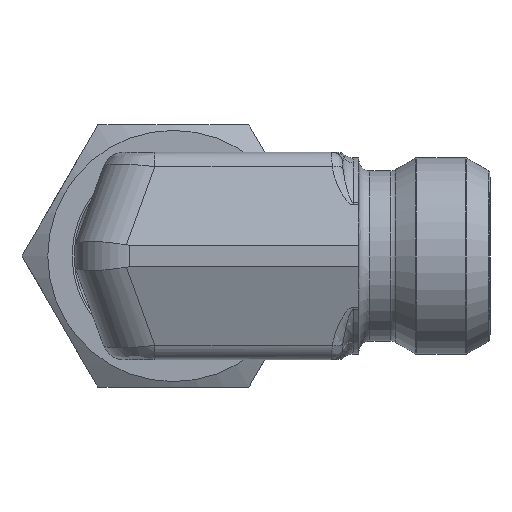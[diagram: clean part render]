
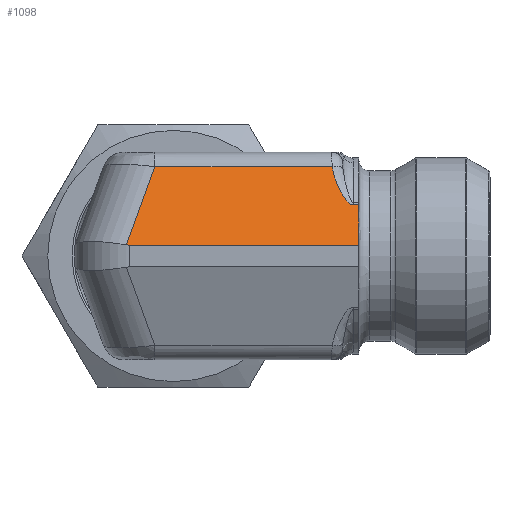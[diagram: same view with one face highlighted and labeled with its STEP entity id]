
A CAD part, left-side view. The second image highlights one B-rep face of the part: STEP entity #1098.
In plain terms, the highlighted planar face has unit normal (-0.94, 0, 0.342).
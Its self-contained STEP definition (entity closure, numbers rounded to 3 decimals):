
#222=LINE('',#7330,#408);
#223=LINE('',#7333,#409);
#224=LINE('',#7344,#410);
#225=LINE('',#7346,#411);
#226=LINE('',#7350,#412);
#227=LINE('',#7352,#413);
#408=VECTOR('',#5195,1.);
#409=VECTOR('',#5196,1.);
#410=VECTOR('',#5197,1.);
#411=VECTOR('',#5198,1.);
#412=VECTOR('',#5201,1.);
#413=VECTOR('',#5202,1.);
#589=ELLIPSE('',#4626,14.619,5.);
#681=FACE_OUTER_BOUND('',#1822,.T.);
#949=PLANE('',#4627);
#1098=ADVANCED_FACE('',(#681),#949,.T.);
#1476=B_SPLINE_CURVE_WITH_KNOTS('',3,(#7335,#7336,#7337,#7338,#7339,#7340,
#7341,#7342),.UNSPECIFIED.,.F.,.F.,(4,2,2,4),(0.,0.25,0.5,1.),
 .UNSPECIFIED.);
#1477=B_SPLINE_CURVE_WITH_KNOTS('',3,(#7354,#7355,#7356,#7357),
 .UNSPECIFIED.,.F.,.F.,(4,4),(0.,1.),.UNSPECIFIED.);
#1822=EDGE_LOOP('',(#2398,#2399,#2400,#2401,#2402,#2403,#2404,#2405,#2406));
#2398=ORIENTED_EDGE('',*,*,#3995,.F.);
#2399=ORIENTED_EDGE('',*,*,#3996,.T.);
#2400=ORIENTED_EDGE('',*,*,#3997,.T.);
#2401=ORIENTED_EDGE('',*,*,#3998,.T.);
#2402=ORIENTED_EDGE('',*,*,#3999,.T.);
#2403=ORIENTED_EDGE('',*,*,#4000,.T.);
#2404=ORIENTED_EDGE('',*,*,#4001,.T.);
#2405=ORIENTED_EDGE('',*,*,#4002,.F.);
#2406=ORIENTED_EDGE('',*,*,#4003,.T.);
#3551=VERTEX_POINT('',#7331);
#3552=VERTEX_POINT('',#7332);
#3553=VERTEX_POINT('',#7334);
#3554=VERTEX_POINT('',#7343);
#3555=VERTEX_POINT('',#7345);
#3556=VERTEX_POINT('',#7347);
#3557=VERTEX_POINT('',#7349);
#3558=VERTEX_POINT('',#7351);
#3559=VERTEX_POINT('',#7353);
#3995=EDGE_CURVE('',#3551,#3552,#222,.T.);
#3996=EDGE_CURVE('',#3551,#3553,#223,.T.);
#3997=EDGE_CURVE('',#3553,#3554,#1476,.T.);
#3998=EDGE_CURVE('',#3554,#3555,#224,.T.);
#3999=EDGE_CURVE('',#3555,#3556,#225,.T.);
#4000=EDGE_CURVE('',#3556,#3557,#589,.T.);
#4001=EDGE_CURVE('',#3557,#3558,#226,.T.);
#4002=EDGE_CURVE('',#3559,#3558,#227,.T.);
#4003=EDGE_CURVE('',#3559,#3552,#1477,.T.);
#4626=AXIS2_PLACEMENT_3D('',#7348,#5199,#5200);
#4627=AXIS2_PLACEMENT_3D('',#7358,#5203,#5204);
#5195=DIRECTION('',(-0.342,0.,-0.94));
#5196=DIRECTION('',(0.,1.,0.));
#5197=DIRECTION('',(0.,1.,0.));
#5198=DIRECTION('',(-0.324,0.324,-0.889));
#5199=DIRECTION('',(-0.94,0.,0.342));
#5200=DIRECTION('',(-0.342,0.,-0.94));
#5201=DIRECTION('',(0.,-1.,0.));
#5202=DIRECTION('',(-0.342,0.,-0.94));
#5203=DIRECTION('',(-0.94,0.,0.342));
#5204=DIRECTION('',(0.342,0.,0.94));
#7330=CARTESIAN_POINT('',(-9.,-17.,1.));
#7331=CARTESIAN_POINT('',(-7.659,-17.,4.683));
#7332=CARTESIAN_POINT('',(-8.229,-17.,3.117));
#7333=CARTESIAN_POINT('',(-7.659,-3.25,4.683));
#7334=CARTESIAN_POINT('',(-7.659,-16.5,4.683));
#7335=CARTESIAN_POINT('',(-7.659,-16.5,4.683));
#7336=CARTESIAN_POINT('',(-7.659,-16.127,4.683));
#7337=CARTESIAN_POINT('',(-7.533,-15.881,5.031));
#7338=CARTESIAN_POINT('',(-7.324,-15.475,5.604));
#7339=CARTESIAN_POINT('',(-7.214,-15.309,5.907));
#7340=CARTESIAN_POINT('',(-6.874,-14.867,6.84));
#7341=CARTESIAN_POINT('',(-6.633,-14.649,7.502));
#7342=CARTESIAN_POINT('',(-6.385,-14.552,8.184));
#7343=CARTESIAN_POINT('',(-6.385,-14.552,8.184));
#7344=CARTESIAN_POINT('',(-6.385,-3.25,8.184));
#7345=CARTESIAN_POINT('',(-6.385,1.687,8.184));
#7346=CARTESIAN_POINT('',(-8.209,3.511,3.173));
#7347=CARTESIAN_POINT('',(-8.991,4.293,1.024));
#7348=CARTESIAN_POINT('',(-4.,4.,14.737));
#7349=CARTESIAN_POINT('',(-9.,4.,1.));
#7350=CARTESIAN_POINT('',(-9.,-3.25,1.));
#7351=CARTESIAN_POINT('',(-9.,-17.,1.));
#7352=CARTESIAN_POINT('',(-9.,-17.,1.));
#7353=CARTESIAN_POINT('',(-8.308,-17.,2.902));
#7354=CARTESIAN_POINT('',(-8.308,-17.,2.902));
#7355=CARTESIAN_POINT('',(-8.282,-17.,2.974));
#7356=CARTESIAN_POINT('',(-8.256,-17.,3.045));
#7357=CARTESIAN_POINT('',(-8.229,-17.,3.117));
#7358=CARTESIAN_POINT('',(-9.,-3.25,1.));
